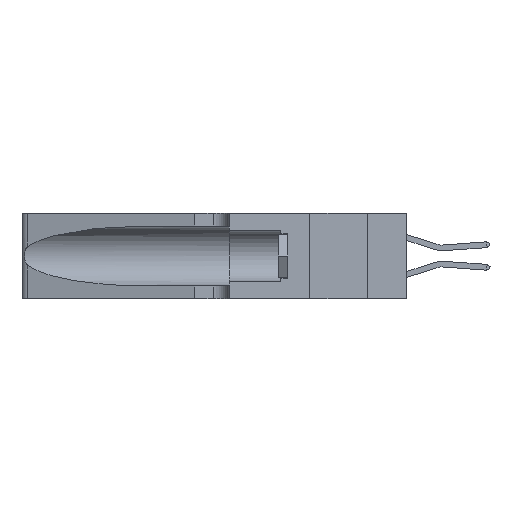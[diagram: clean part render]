
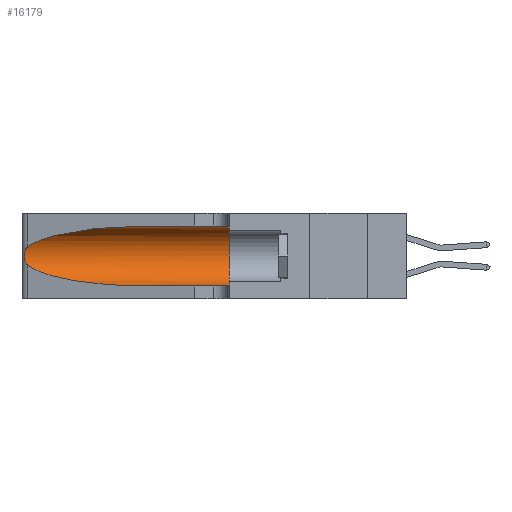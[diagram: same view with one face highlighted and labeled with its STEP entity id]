
A CAD part, left-side view. The second image highlights one B-rep face of the part: STEP entity #16179.
In plain terms, the highlighted cylindrical face has radius 3.308 mm (diameter 6.617 mm), a partial arc.
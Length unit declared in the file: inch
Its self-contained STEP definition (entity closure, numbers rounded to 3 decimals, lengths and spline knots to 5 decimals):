
#654 = DIRECTION ( 'NONE',  ( 0., -1., 0. ) ) ;
#827 = VERTEX_POINT ( 'NONE', #12918 ) ;
#1036 = B_SPLINE_CURVE_WITH_KNOTS ( 'NONE', 3,
 ( #15756, #6136, #17331, #7801, #18903, #9455, #20488, #11078, #1083, #12704, #2797, #14250, #4491, #15831 ),
 .UNSPECIFIED., .F., .F.,
 ( 4, 2, 2, 2, 2, 2, 4 ),
 ( 0., 0.00027, 0.00053, 0.00107, 0.0016, 0.00187, 0.00214 ),
 .UNSPECIFIED. ) ;
#1083 = CARTESIAN_POINT ( 'NONE',  ( 0.26017, 1.23833, 0.17102 ) ) ;
#1310 =( BOUNDED_CURVE ( )  B_SPLINE_CURVE ( 3, ( #1687, #11652, #10044, #13238 ),
 .UNSPECIFIED., .F., .T. ) 
 B_SPLINE_CURVE_WITH_KNOTS ( ( 4, 4 ),
 ( 3.44316, 4.71239 ),
 .UNSPECIFIED. ) 
 CURVE ( )  GEOMETRIC_REPRESENTATION_ITEM ( )  RATIONAL_B_SPLINE_CURVE ( ( 1., 0.87, 0.87, 1. ) ) 
 REPRESENTATION_ITEM ( '' )  );
#1687 = CARTESIAN_POINT ( 'NONE',  ( 0.25487, 1.22718, 0.14631 ) ) ;
#1994 =( BOUNDED_CURVE ( )  B_SPLINE_CURVE ( 3, ( #19723, #10396, #3756, #15148 ),
 .UNSPECIFIED., .F., .F. ) 
 B_SPLINE_CURVE_WITH_KNOTS ( ( 4, 4 ),
 ( 1.5708, 2.84003 ),
 .UNSPECIFIED. ) 
 CURVE ( )  GEOMETRIC_REPRESENTATION_ITEM ( )  RATIONAL_B_SPLINE_CURVE ( ( 1., 0.87, 0.87, 1. ) ) 
 REPRESENTATION_ITEM ( '' )  );
#2441 = LINE ( 'NONE', #4993, #14993 ) ;
#2609 = ORIENTED_EDGE ( 'NONE', *, *, #9217, .F. ) ;
#2797 = CARTESIAN_POINT ( 'NONE',  ( 0.25789, 1.23486, 0.15765 ) ) ;
#2975 = ORIENTED_EDGE ( 'NONE', *, *, #13384, .F. ) ;
#3756 = CARTESIAN_POINT ( 'NONE',  ( 0.2373, 1.15595, 0.28018 ) ) ;
#4172 = CARTESIAN_POINT ( 'NONE',  ( 0.1305, 1.61858, 0.31525 ) ) ;
#4491 = CARTESIAN_POINT ( 'NONE',  ( 0.25555, 1.22993, 0.14849 ) ) ;
#4993 = CARTESIAN_POINT ( 'NONE',  ( 0.1305, 1.61858, 0.05475 ) ) ;
#5524 = CARTESIAN_POINT ( 'NONE',  ( 0.25487, 1.22718, 0.22369 ) ) ;
#6123 = AXIS2_PLACEMENT_3D ( 'NONE', #19046, #9610, #20626 ) ;
#6136 = CARTESIAN_POINT ( 'NONE',  ( 0.25555, 1.22994, 0.2215 ) ) ;
#6307 = EDGE_CURVE ( 'NONE', #827, #14795, #1994, .T. ) ;
#6698 = DIRECTION ( 'NONE',  ( 0., -1., 0. ) ) ;
#7393 = FACE_OUTER_BOUND ( 'NONE', #13808, .T. ) ;
#7801 = CARTESIAN_POINT ( 'NONE',  ( 0.25787, 1.23484, 0.2124 ) ) ;
#8144 = EDGE_CURVE ( 'NONE', #15779, #15121, #1310, .T. ) ;
#8782 = VERTEX_POINT ( 'NONE', #16474 ) ;
#8844 = VERTEX_POINT ( 'NONE', #19741 ) ;
#8929 = LINE ( 'NONE', #4172, #12724 ) ;
#9105 = ORIENTED_EDGE ( 'NONE', *, *, #9187, .T. ) ;
#9187 = EDGE_CURVE ( 'NONE', #14795, #15779, #1036, .T. ) ;
#9217 = EDGE_CURVE ( 'NONE', #8844, #8782, #12661, .T. ) ;
#9304 = DIRECTION ( 'NONE',  ( 0., 0., -1. ) ) ;
#9455 = CARTESIAN_POINT ( 'NONE',  ( 0.26018, 1.23835, 0.19895 ) ) ;
#9610 = DIRECTION ( 'NONE',  ( 0., 1., 0. ) ) ;
#9673 = AXIS2_PLACEMENT_3D ( 'NONE', #20213, #20348, #9304 ) ;
#10044 = CARTESIAN_POINT ( 'NONE',  ( 0.18966, 0.96281, 0.05475 ) ) ;
#10396 = CARTESIAN_POINT ( 'NONE',  ( 0.18966, 0.96281, 0.31525 ) ) ;
#11078 = CARTESIAN_POINT ( 'NONE',  ( 0.26075, 1.23896, 0.178 ) ) ;
#11474 = CARTESIAN_POINT ( 'NONE',  ( 0.1305, 0.72297, 0.05475 ) ) ;
#11652 = CARTESIAN_POINT ( 'NONE',  ( 0.2373, 1.15595, 0.08982 ) ) ;
#12661 = CIRCLE ( 'NONE', #6123, 0.13025 ) ;
#12704 = CARTESIAN_POINT ( 'NONE',  ( 0.25856, 1.23593, 0.16098 ) ) ;
#12724 = VECTOR ( 'NONE', #654, 39.37008 ) ;
#12918 = CARTESIAN_POINT ( 'NONE',  ( 0.1305, 0.72297, 0.31525 ) ) ;
#13238 = CARTESIAN_POINT ( 'NONE',  ( 0.1305, 0.72297, 0.05475 ) ) ;
#13384 = EDGE_CURVE ( 'NONE', #827, #8844, #8929, .T. ) ;
#13808 = EDGE_LOOP ( 'NONE', ( #14075, #9105, #18781, #20038, #2609, #2975 ) ) ;
#14075 = ORIENTED_EDGE ( 'NONE', *, *, #6307, .T. ) ;
#14250 = CARTESIAN_POINT ( 'NONE',  ( 0.25639, 1.23186, 0.15144 ) ) ;
#14795 = VERTEX_POINT ( 'NONE', #5524 ) ;
#14993 = VECTOR ( 'NONE', #6698, 39.37008 ) ;
#15121 = VERTEX_POINT ( 'NONE', #11474 ) ;
#15148 = CARTESIAN_POINT ( 'NONE',  ( 0.25487, 1.22718, 0.22369 ) ) ;
#15756 = CARTESIAN_POINT ( 'NONE',  ( 0.25487, 1.22718, 0.22369 ) ) ;
#15779 = VERTEX_POINT ( 'NONE', #16332 ) ;
#15831 = CARTESIAN_POINT ( 'NONE',  ( 0.25487, 1.22718, 0.14631 ) ) ;
#16179 = ADVANCED_FACE ( 'NONE', ( #7393 ), #19573, .F. ) ;
#16332 = CARTESIAN_POINT ( 'NONE',  ( 0.25487, 1.22718, 0.14631 ) ) ;
#16474 = CARTESIAN_POINT ( 'NONE',  ( 0.1305, 0.35, 0.05475 ) ) ;
#17331 = CARTESIAN_POINT ( 'NONE',  ( 0.25639, 1.23184, 0.21858 ) ) ;
#18781 = ORIENTED_EDGE ( 'NONE', *, *, #8144, .T. ) ;
#18903 = CARTESIAN_POINT ( 'NONE',  ( 0.25854, 1.2359, 0.20912 ) ) ;
#19046 = CARTESIAN_POINT ( 'NONE',  ( 0.1305, 0.35, 0.185 ) ) ;
#19573 = CYLINDRICAL_SURFACE ( 'NONE', #9673, 0.13025 ) ;
#19723 = CARTESIAN_POINT ( 'NONE',  ( 0.1305, 0.72297, 0.31525 ) ) ;
#19741 = CARTESIAN_POINT ( 'NONE',  ( 0.1305, 0.35, 0.31525 ) ) ;
#20038 = ORIENTED_EDGE ( 'NONE', *, *, #20307, .T. ) ;
#20213 = CARTESIAN_POINT ( 'NONE',  ( 0.1305, 1.61858, 0.185 ) ) ;
#20307 = EDGE_CURVE ( 'NONE', #15121, #8782, #2441, .T. ) ;
#20348 = DIRECTION ( 'NONE',  ( 0., -1., 0. ) ) ;
#20488 = CARTESIAN_POINT ( 'NONE',  ( 0.26075, 1.23896, 0.19203 ) ) ;
#20626 = DIRECTION ( 'NONE',  ( 0., 0., 1. ) ) ;
